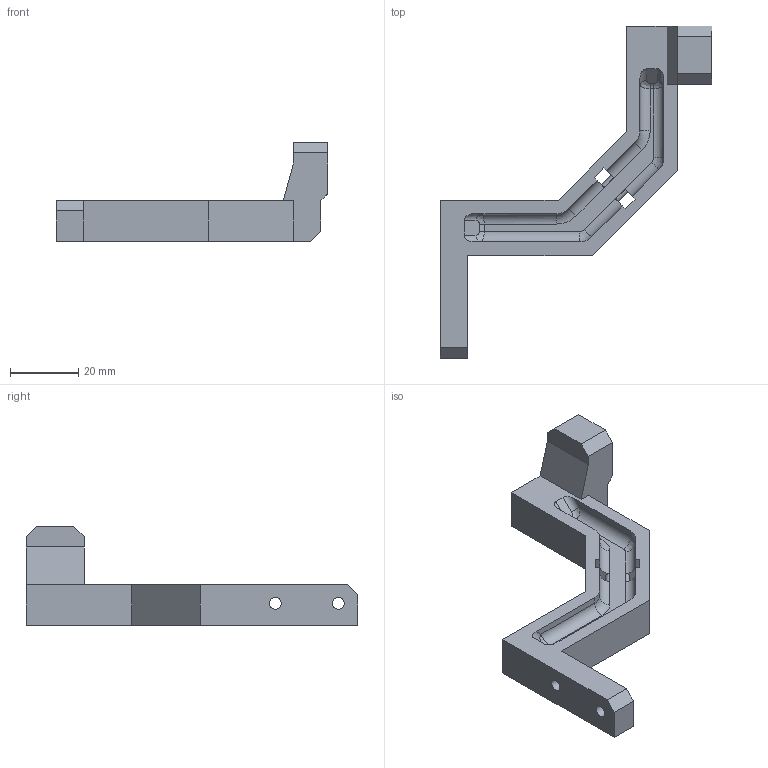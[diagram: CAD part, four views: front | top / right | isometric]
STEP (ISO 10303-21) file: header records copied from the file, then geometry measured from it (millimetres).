
FILE_DESCRIPTION(/* description */ (''),/* implementation_level */ '2;1');
FILE_NAME(/* name */ '02_58__XP__Bracket_Cable_Chain_Bed____V2.0.step',/* time_stamp */ '2025-07-11T08:07:07+02:00',/* author */ (''),/* organization */ (''),/* preprocessor_version */ 'ST-DEVELOPER v20.1',/* originating_system */ 'Autodesk Translation Framework v14.10.0.0',/* authorisation */ '');
FILE_SCHEMA (('AUTOMOTIVE_DESIGN { 1 0 10303 214 3 1 1 }'));
Length unit declared in the file: millimetre
Products named in the file (1): 02_58__XP__Bracket_Cable_Chain_Bed____V2.0
Bounding box: 79.5 x 97.25 x 29 mm (x, y, z)
Volume: 21397.6 mm3; surface area: 10879.4 mm2
Topology: 1 solids, 1 shells, 117 faces, 311 edges, 196 vertices
Faces by surface type: plane 56, cylinder 41, bspline 13, torus 4, cone 3
Full cylindrical faces by diameter (mm): 3.5 x2, 4.3 x3
Entity records: 3954 total; most frequent: CARTESIAN_POINT 957, DIRECTION 625, ORIENTED_EDGE 622, EDGE_CURVE 311, AXIS2_PLACEMENT_3D 215, VERTEX_POINT 196, LINE 195, VECTOR 195
